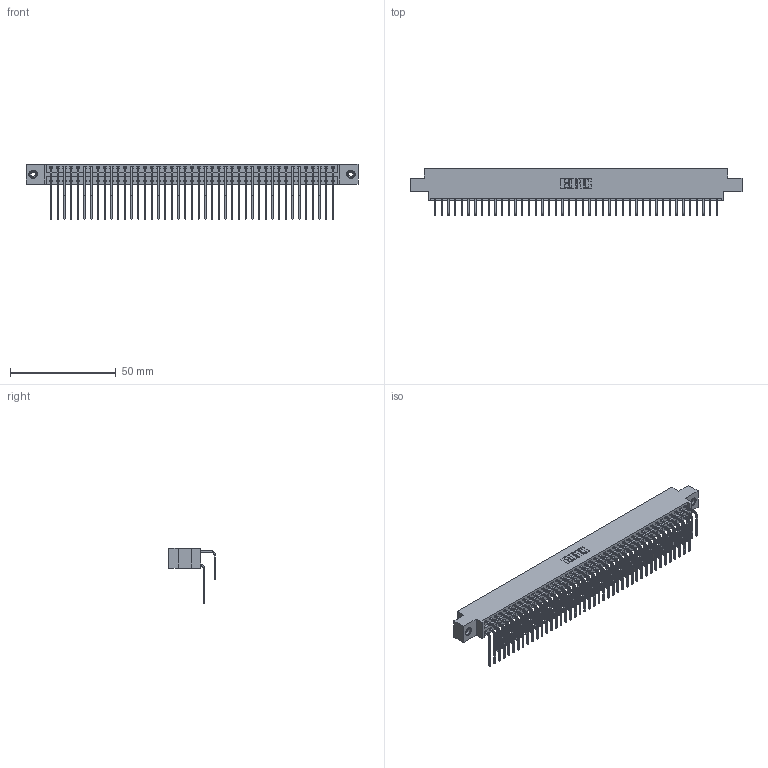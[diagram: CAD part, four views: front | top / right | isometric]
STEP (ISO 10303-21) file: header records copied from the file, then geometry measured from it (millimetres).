
FILE_DESCRIPTION (( 'STEP AP203' ), '1' );
FILE_NAME ('396-086-558-808.STEP', '2019-11-03T13:37:29', ( '' ), ( '' ), 'SwSTEP 2.0', 'SolidWorks 2016', '' );
FILE_SCHEMA (( 'CONFIG_CONTROL_DESIGN' ));
Length unit declared in the file: inch
Products named in the file (5): 345-292-001_558 Tail - 2; 346 Part_0.170 Offset - 0.156 Dia-TI; 345-292-001_558 559 Tail - 1; 396-086-558-808; 345-250-001_345-250-003-102
Assembly tree (89 placements, depth 2):
  396-086-558-808
    346 Part_0.170 Offset - 0.156 Dia-TI
    345-292-001_558 559 Tail - 1  x43
    345-292-001_558 Tail - 2  x43
    345-250-001_345-250-003-102  x2
Bounding box: 157.1 x 22.16 x 26.16 mm (x, y, z)
Volume: 15661.9 mm3; surface area: 24123.7 mm2
Topology: 89 solids, 89 shells, 4830 faces, 14323 edges, 9426 vertices
Faces by surface type: plane 3294, cylinder 1520, cone 12, torus 4
Entity records: 31030 total; most frequent: CARTESIAN_POINT 5150, ORIENTED_EDGE 5026, DIRECTION 4587, EDGE_CURVE 2513, VECTOR 2149, LINE 2149, VERTEX_POINT 1668, AXIS2_PLACEMENT_3D 1219
